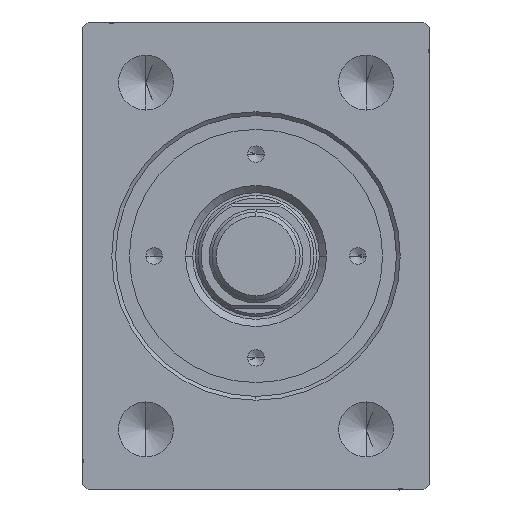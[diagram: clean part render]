
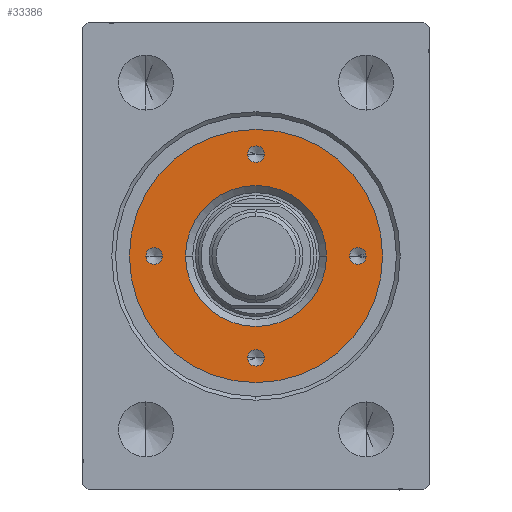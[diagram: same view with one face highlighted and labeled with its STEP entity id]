
A CAD part, left-side view. The second image highlights one B-rep face of the part: STEP entity #33386.
In plain terms, the highlighted face is planar.
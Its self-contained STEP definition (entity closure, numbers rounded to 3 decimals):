
#38 = CARTESIAN_POINT ( 'NONE',  ( 18.5, 0., 10. ) ) ;
#493 = DIRECTION ( 'NONE',  ( 1., 0., 0. ) ) ;
#985 = EDGE_CURVE ( 'NONE', #7330, #40539, #38244, .T. ) ;
#1910 = EDGE_CURVE ( 'NONE', #40539, #7330, #22511, .T. ) ;
#2523 = ORIENTED_EDGE ( 'NONE', *, *, #7187, .T. ) ;
#2530 = DIRECTION ( 'NONE',  ( 1., 0., 0. ) ) ;
#2752 = CARTESIAN_POINT ( 'NONE',  ( 20., 0., 10. ) ) ;
#2789 = DIRECTION ( 'NONE',  ( 0., 0., 1. ) ) ;
#2840 = FACE_BOUND ( 'NONE', #33220, .T. ) ;
#3185 = CARTESIAN_POINT ( 'NONE',  ( -23., 0., 10. ) ) ;
#3317 = VERTEX_POINT ( 'NONE', #24707 ) ;
#3904 = ORIENTED_EDGE ( 'NONE', *, *, #10470, .F. ) ;
#3988 = EDGE_CURVE ( 'NONE', #3317, #8366, #41953, .T. ) ;
#5069 = EDGE_CURVE ( 'NONE', #43382, #28009, #41983, .T. ) ;
#5317 = VERTEX_POINT ( 'NONE', #2752 ) ;
#6103 = AXIS2_PLACEMENT_3D ( 'NONE', #31744, #27938, #28374 ) ;
#6558 = ORIENTED_EDGE ( 'NONE', *, *, #3988, .F. ) ;
#7187 = EDGE_CURVE ( 'NONE', #10830, #41010, #32659, .T. ) ;
#7330 = VERTEX_POINT ( 'NONE', #21107 ) ;
#8061 = ORIENTED_EDGE ( 'NONE', *, *, #41901, .T. ) ;
#8248 = AXIS2_PLACEMENT_3D ( 'NONE', #30662, #44159, #13389 ) ;
#8293 = AXIS2_PLACEMENT_3D ( 'NONE', #9825, #33188, #43977 ) ;
#8343 = CARTESIAN_POINT ( 'NONE',  ( 12.8, 0., 10. ) ) ;
#8366 = VERTEX_POINT ( 'NONE', #20516 ) ;
#8840 = EDGE_LOOP ( 'NONE', ( #6558, #3904 ) ) ;
#8953 = ORIENTED_EDGE ( 'NONE', *, *, #20493, .F. ) ;
#9015 = AXIS2_PLACEMENT_3D ( 'NONE', #23258, #2789, #10216 ) ;
#9342 = CIRCLE ( 'NONE', #34434, 1.5 ) ;
#9716 = AXIS2_PLACEMENT_3D ( 'NONE', #26511, #32800, #40219 ) ;
#9825 = CARTESIAN_POINT ( 'NONE',  ( 0., 0., 10. ) ) ;
#9982 = DIRECTION ( 'NONE',  ( 1., 0., 0. ) ) ;
#10002 = ORIENTED_EDGE ( 'NONE', *, *, #10622, .T. ) ;
#10046 = FACE_BOUND ( 'NONE', #17256, .T. ) ;
#10216 = DIRECTION ( 'NONE',  ( 1., 0., 0. ) ) ;
#10248 = CARTESIAN_POINT ( 'NONE',  ( 17., 0., 10. ) ) ;
#10470 = EDGE_CURVE ( 'NONE', #8366, #3317, #41277, .T. ) ;
#10622 = EDGE_CURVE ( 'NONE', #41010, #10830, #25482, .T. ) ;
#10830 = VERTEX_POINT ( 'NONE', #39831 ) ;
#12887 = CARTESIAN_POINT ( 'NONE',  ( -12.8, 0., 10. ) ) ;
#13161 = AXIS2_PLACEMENT_3D ( 'NONE', #43356, #32322, #38853 ) ;
#13389 = DIRECTION ( 'NONE',  ( 1., 0., 0. ) ) ;
#13697 = CARTESIAN_POINT ( 'NONE',  ( 1.5, 18.5, 10. ) ) ;
#14951 = DIRECTION ( 'NONE',  ( 1., 0., 0. ) ) ;
#15360 = EDGE_LOOP ( 'NONE', ( #8953, #21161 ) ) ;
#16133 = FACE_BOUND ( 'NONE', #20518, .T. ) ;
#16353 = FACE_BOUND ( 'NONE', #8840, .T. ) ;
#16562 = AXIS2_PLACEMENT_3D ( 'NONE', #35597, #41916, #14951 ) ;
#16881 = ORIENTED_EDGE ( 'NONE', *, *, #5069, .F. ) ;
#17256 = EDGE_LOOP ( 'NONE', ( #8061, #26628 ) ) ;
#17341 = ORIENTED_EDGE ( 'NONE', *, *, #25873, .F. ) ;
#18044 = CIRCLE ( 'NONE', #33104, 12.8 ) ;
#18056 = DIRECTION ( 'NONE',  ( 1., 0., 0. ) ) ;
#18642 = AXIS2_PLACEMENT_3D ( 'NONE', #43219, #40068, #2530 ) ;
#19528 = DIRECTION ( 'NONE',  ( 1., 0., 0. ) ) ;
#19716 = PLANE ( 'NONE',  #8293 ) ;
#20404 = EDGE_LOOP ( 'NONE', ( #10002, #2523 ) ) ;
#20410 = VERTEX_POINT ( 'NONE', #12887 ) ;
#20493 = EDGE_CURVE ( 'NONE', #5317, #21291, #9342, .T. ) ;
#20516 = CARTESIAN_POINT ( 'NONE',  ( -1.5, -18.5, 10. ) ) ;
#20518 = EDGE_LOOP ( 'NONE', ( #28280, #40921 ) ) ;
#20937 = EDGE_CURVE ( 'NONE', #21291, #5317, #25885, .T. ) ;
#21107 = CARTESIAN_POINT ( 'NONE',  ( -1.5, 18.5, 10. ) ) ;
#21161 = ORIENTED_EDGE ( 'NONE', *, *, #20937, .F. ) ;
#21291 = VERTEX_POINT ( 'NONE', #10248 ) ;
#22377 = CARTESIAN_POINT ( 'NONE',  ( -20., 0., 10. ) ) ;
#22511 = CIRCLE ( 'NONE', #42569, 1.5 ) ;
#23171 = EDGE_CURVE ( 'NONE', #20410, #29704, #18044, .T. ) ;
#23258 = CARTESIAN_POINT ( 'NONE',  ( 0., -18.5, 10. ) ) ;
#24707 = CARTESIAN_POINT ( 'NONE',  ( 1.5, -18.5, 10. ) ) ;
#25140 = CIRCLE ( 'NONE', #18642, 12.8 ) ;
#25482 = CIRCLE ( 'NONE', #6103, 23. ) ;
#25873 = EDGE_CURVE ( 'NONE', #28009, #43382, #43827, .T. ) ;
#25885 = CIRCLE ( 'NONE', #40965, 1.5 ) ;
#26511 = CARTESIAN_POINT ( 'NONE',  ( 0., 0., 10. ) ) ;
#26628 = ORIENTED_EDGE ( 'NONE', *, *, #23171, .T. ) ;
#27938 = DIRECTION ( 'NONE',  ( 0., 0., 1. ) ) ;
#28009 = VERTEX_POINT ( 'NONE', #22377 ) ;
#28280 = ORIENTED_EDGE ( 'NONE', *, *, #1910, .F. ) ;
#28374 = DIRECTION ( 'NONE',  ( 1., 0., 0. ) ) ;
#28795 = DIRECTION ( 'NONE',  ( 0., 0., 1. ) ) ;
#29704 = VERTEX_POINT ( 'NONE', #8343 ) ;
#29756 = DIRECTION ( 'NONE',  ( 1., 0., 0. ) ) ;
#30256 = FACE_BOUND ( 'NONE', #15360, .T. ) ;
#30420 = DIRECTION ( 'NONE',  ( 0., 0., -1. ) ) ;
#30662 = CARTESIAN_POINT ( 'NONE',  ( -18.5, 0., 10. ) ) ;
#31744 = CARTESIAN_POINT ( 'NONE',  ( 0., 0., 10. ) ) ;
#32322 = DIRECTION ( 'NONE',  ( 0., 0., 1. ) ) ;
#32659 = CIRCLE ( 'NONE', #9716, 23. ) ;
#32769 = CARTESIAN_POINT ( 'NONE',  ( 18.5, 0., 10. ) ) ;
#32800 = DIRECTION ( 'NONE',  ( 0., 0., 1. ) ) ;
#33104 = AXIS2_PLACEMENT_3D ( 'NONE', #37379, #30420, #9982 ) ;
#33188 = DIRECTION ( 'NONE',  ( 0., 0., 1. ) ) ;
#33220 = EDGE_LOOP ( 'NONE', ( #16881, #17341 ) ) ;
#33386 = ADVANCED_FACE ( 'NONE', ( #2840, #16133, #30256, #16353, #10046, #37442 ), #19716, .T. ) ;
#33660 = CARTESIAN_POINT ( 'NONE',  ( -17., 0., 10. ) ) ;
#34434 = AXIS2_PLACEMENT_3D ( 'NONE', #38, #40739, #493 ) ;
#35597 = CARTESIAN_POINT ( 'NONE',  ( -18.5, 0., 10. ) ) ;
#36910 = AXIS2_PLACEMENT_3D ( 'NONE', #40106, #40548, #29756 ) ;
#37379 = CARTESIAN_POINT ( 'NONE',  ( 0., 0., 10. ) ) ;
#37442 = FACE_OUTER_BOUND ( 'NONE', #20404, .T. ) ;
#38244 = CIRCLE ( 'NONE', #13161, 1.5 ) ;
#38691 = CARTESIAN_POINT ( 'NONE',  ( 0., 18.5, 10. ) ) ;
#38853 = DIRECTION ( 'NONE',  ( 1., 0., 0. ) ) ;
#39831 = CARTESIAN_POINT ( 'NONE',  ( 23., 0., 10. ) ) ;
#40068 = DIRECTION ( 'NONE',  ( 0., 0., -1. ) ) ;
#40106 = CARTESIAN_POINT ( 'NONE',  ( 0., -18.5, 10. ) ) ;
#40219 = DIRECTION ( 'NONE',  ( 1., 0., 0. ) ) ;
#40539 = VERTEX_POINT ( 'NONE', #13697 ) ;
#40548 = DIRECTION ( 'NONE',  ( 0., 0., 1. ) ) ;
#40739 = DIRECTION ( 'NONE',  ( 0., 0., 1. ) ) ;
#40921 = ORIENTED_EDGE ( 'NONE', *, *, #985, .F. ) ;
#40965 = AXIS2_PLACEMENT_3D ( 'NONE', #32769, #43571, #19528 ) ;
#41010 = VERTEX_POINT ( 'NONE', #3185 ) ;
#41277 = CIRCLE ( 'NONE', #9015, 1.5 ) ;
#41901 = EDGE_CURVE ( 'NONE', #29704, #20410, #25140, .T. ) ;
#41916 = DIRECTION ( 'NONE',  ( 0., 0., 1. ) ) ;
#41953 = CIRCLE ( 'NONE', #36910, 1.5 ) ;
#41983 = CIRCLE ( 'NONE', #8248, 1.5 ) ;
#42569 = AXIS2_PLACEMENT_3D ( 'NONE', #38691, #28795, #18056 ) ;
#43219 = CARTESIAN_POINT ( 'NONE',  ( 0., 0., 10. ) ) ;
#43356 = CARTESIAN_POINT ( 'NONE',  ( 0., 18.5, 10. ) ) ;
#43382 = VERTEX_POINT ( 'NONE', #33660 ) ;
#43571 = DIRECTION ( 'NONE',  ( 0., 0., 1. ) ) ;
#43827 = CIRCLE ( 'NONE', #16562, 1.5 ) ;
#43977 = DIRECTION ( 'NONE',  ( 1., 0., 0. ) ) ;
#44159 = DIRECTION ( 'NONE',  ( 0., 0., 1. ) ) ;
